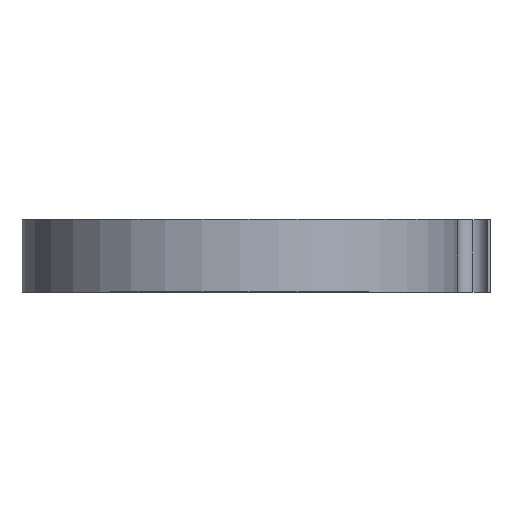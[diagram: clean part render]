
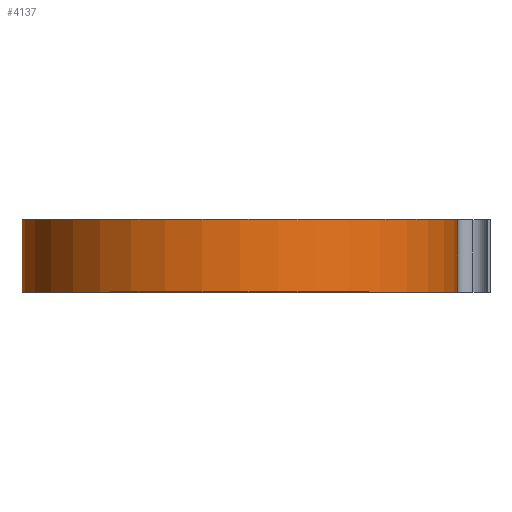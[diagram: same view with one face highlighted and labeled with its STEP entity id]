
A CAD part, top view. The second image highlights one B-rep face of the part: STEP entity #4137.
In plain terms, the highlighted cylindrical face has radius 35.999 mm (diameter 71.998 mm), a partial arc.
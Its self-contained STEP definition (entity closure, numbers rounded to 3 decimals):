
#29 = VERTEX_POINT ( 'NONE', #5039 ) ;
#178 = DIRECTION ( 'NONE',  ( 0., -1., 0. ) ) ;
#266 = CARTESIAN_POINT ( 'NONE',  ( -35.999, 12., 0. ) ) ;
#278 = VERTEX_POINT ( 'NONE', #882 ) ;
#300 = AXIS2_PLACEMENT_3D ( 'NONE', #5225, #1222, #3654 ) ;
#882 = CARTESIAN_POINT ( 'NONE',  ( -35.999, 0., 0. ) ) ;
#1222 = DIRECTION ( 'NONE',  ( 0., -1., 0. ) ) ;
#1495 = EDGE_CURVE ( 'NONE', #29, #3095, #1531, .T. ) ;
#1521 = EDGE_LOOP ( 'NONE', ( #4417, #2991, #1859, #2221 ) ) ;
#1531 = CIRCLE ( 'NONE', #4058, 35.999 ) ;
#1591 = CARTESIAN_POINT ( 'NONE',  ( 35.999, 12., 0. ) ) ;
#1859 = ORIENTED_EDGE ( 'NONE', *, *, #1495, .F. ) ;
#1911 = EDGE_CURVE ( 'NONE', #3095, #2680, #3791, .T. ) ;
#2082 = CIRCLE ( 'NONE', #2778, 35.999 ) ;
#2221 = ORIENTED_EDGE ( 'NONE', *, *, #3833, .T. ) ;
#2306 = VECTOR ( 'NONE', #178, 1000. ) ;
#2470 = DIRECTION ( 'NONE',  ( 0., 1., 0. ) ) ;
#2574 = EDGE_CURVE ( 'NONE', #278, #2680, #2082, .T. ) ;
#2680 = VERTEX_POINT ( 'NONE', #3634 ) ;
#2778 = AXIS2_PLACEMENT_3D ( 'NONE', #3571, #4378, #5204 ) ;
#2868 = CARTESIAN_POINT ( 'NONE',  ( 0., 12., 0. ) ) ;
#2991 = ORIENTED_EDGE ( 'NONE', *, *, #1911, .F. ) ;
#3095 = VERTEX_POINT ( 'NONE', #1591 ) ;
#3109 = FACE_OUTER_BOUND ( 'NONE', #1521, .T. ) ;
#3250 = VECTOR ( 'NONE', #5047, 1000. ) ;
#3571 = CARTESIAN_POINT ( 'NONE',  ( 0., 0., 0. ) ) ;
#3634 = CARTESIAN_POINT ( 'NONE',  ( 35.999, 0., 0. ) ) ;
#3654 = DIRECTION ( 'NONE',  ( 0., 0., -1. ) ) ;
#3791 = LINE ( 'NONE', #5011, #2306 ) ;
#3833 = EDGE_CURVE ( 'NONE', #29, #278, #4732, .T. ) ;
#4058 = AXIS2_PLACEMENT_3D ( 'NONE', #2868, #2470, #4078 ) ;
#4078 = DIRECTION ( 'NONE',  ( 1., 0., 0. ) ) ;
#4137 = ADVANCED_FACE ( 'NONE', ( #3109 ), #4720, .T. ) ;
#4378 = DIRECTION ( 'NONE',  ( 0., 1., 0. ) ) ;
#4417 = ORIENTED_EDGE ( 'NONE', *, *, #2574, .T. ) ;
#4720 = CYLINDRICAL_SURFACE ( 'NONE', #300, 35.999 ) ;
#4732 = LINE ( 'NONE', #266, #3250 ) ;
#5011 = CARTESIAN_POINT ( 'NONE',  ( 35.999, 12., 0. ) ) ;
#5039 = CARTESIAN_POINT ( 'NONE',  ( -35.999, 12., 0. ) ) ;
#5047 = DIRECTION ( 'NONE',  ( 0., -1., 0. ) ) ;
#5204 = DIRECTION ( 'NONE',  ( 1., 0., 0. ) ) ;
#5225 = CARTESIAN_POINT ( 'NONE',  ( 0., 12., 0. ) ) ;
